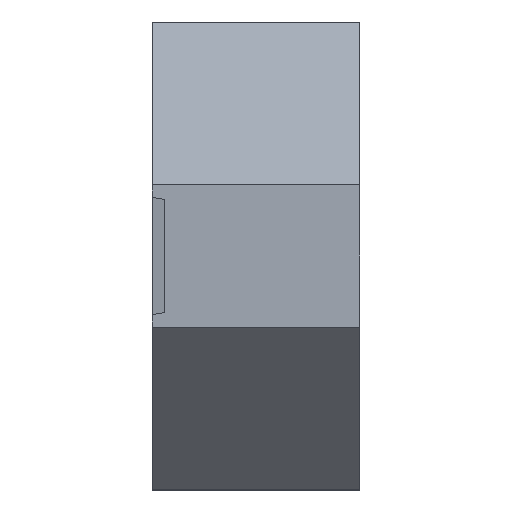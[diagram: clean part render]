
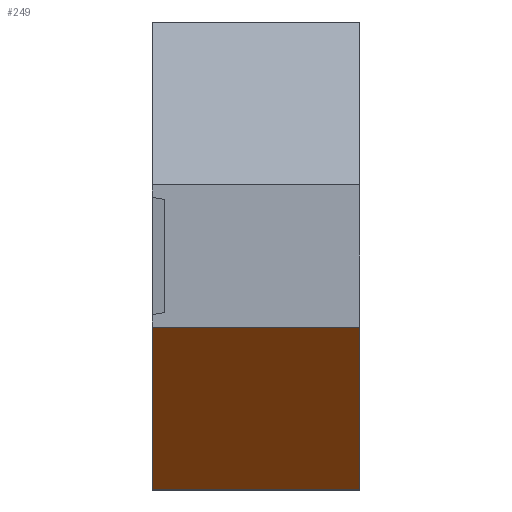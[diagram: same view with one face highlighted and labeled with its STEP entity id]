
A CAD part, left-side view. The second image highlights one B-rep face of the part: STEP entity #249.
In plain terms, the highlighted planar face has unit normal (-0.707, 0, -0.707).
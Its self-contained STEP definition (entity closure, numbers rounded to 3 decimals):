
#11 = DIRECTION ( 'NONE',  ( 0., -1., 0. ) ) ;
#64 = CARTESIAN_POINT ( 'NONE',  ( -8.733, 9.35, -8.733 ) ) ;
#82 = CARTESIAN_POINT ( 'NONE',  ( -6.912, 9.35, -10.554 ) ) ;
#104 = LINE ( 'NONE', #82, #258 ) ;
#110 = CARTESIAN_POINT ( 'NONE',  ( -14.25, 9.35, -3.216 ) ) ;
#145 = AXIS2_PLACEMENT_3D ( 'NONE', #64, #1026, #225 ) ;
#156 = EDGE_LOOP ( 'NONE', ( #323, #843, #450, #476 ) ) ;
#165 = LINE ( 'NONE', #544, #994 ) ;
#177 = DIRECTION ( 'NONE',  ( -0.707, 0., 0.707 ) ) ;
#192 = LINE ( 'NONE', #586, #709 ) ;
#193 = CARTESIAN_POINT ( 'NONE',  ( -6.912, 0., -10.554 ) ) ;
#201 = VERTEX_POINT ( 'NONE', #856 ) ;
#225 = DIRECTION ( 'NONE',  ( 0.707, 0., -0.707 ) ) ;
#249 = ADVANCED_FACE ( 'NONE', ( #830 ), #394, .F. ) ;
#258 = VECTOR ( 'NONE', #11, 1000. ) ;
#268 = DIRECTION ( 'NONE',  ( -0.707, 0., 0.707 ) ) ;
#323 = ORIENTED_EDGE ( 'NONE', *, *, #1037, .T. ) ;
#350 = EDGE_CURVE ( 'NONE', #1019, #755, #165, .T. ) ;
#394 = PLANE ( 'NONE',  #145 ) ;
#396 = EDGE_CURVE ( 'NONE', #201, #1006, #104, .T. ) ;
#450 = ORIENTED_EDGE ( 'NONE', *, *, #957, .F. ) ;
#476 = ORIENTED_EDGE ( 'NONE', *, *, #396, .T. ) ;
#482 = LINE ( 'NONE', #896, #902 ) ;
#544 = CARTESIAN_POINT ( 'NONE',  ( -14.25, 9.35, -3.216 ) ) ;
#586 = CARTESIAN_POINT ( 'NONE',  ( -8.733, 0., -8.733 ) ) ;
#632 = CARTESIAN_POINT ( 'NONE',  ( -14.25, 0., -3.216 ) ) ;
#709 = VECTOR ( 'NONE', #268, 1000. ) ;
#755 = VERTEX_POINT ( 'NONE', #632 ) ;
#830 = FACE_OUTER_BOUND ( 'NONE', #156, .T. ) ;
#843 = ORIENTED_EDGE ( 'NONE', *, *, #350, .F. ) ;
#856 = CARTESIAN_POINT ( 'NONE',  ( -6.912, 9.35, -10.554 ) ) ;
#896 = CARTESIAN_POINT ( 'NONE',  ( -8.733, 9.35, -8.733 ) ) ;
#902 = VECTOR ( 'NONE', #177, 1000. ) ;
#957 = EDGE_CURVE ( 'NONE', #201, #1019, #482, .T. ) ;
#994 = VECTOR ( 'NONE', #1038, 1000. ) ;
#1006 = VERTEX_POINT ( 'NONE', #193 ) ;
#1019 = VERTEX_POINT ( 'NONE', #110 ) ;
#1026 = DIRECTION ( 'NONE',  ( 0.707, 0., 0.707 ) ) ;
#1037 = EDGE_CURVE ( 'NONE', #1006, #755, #192, .T. ) ;
#1038 = DIRECTION ( 'NONE',  ( 0., -1., 0. ) ) ;
